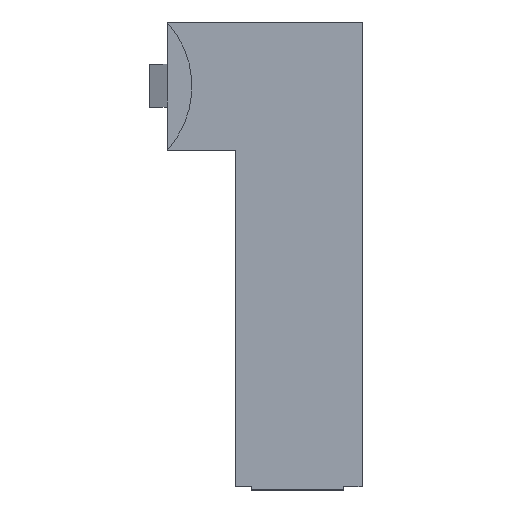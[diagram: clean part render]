
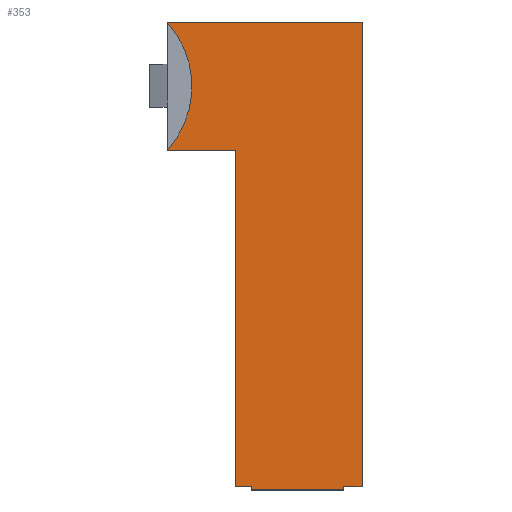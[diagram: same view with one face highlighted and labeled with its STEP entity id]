
A CAD part, top view. The second image highlights one B-rep face of the part: STEP entity #353.
In plain terms, the highlighted planar face has unit normal (0, 0, 1).
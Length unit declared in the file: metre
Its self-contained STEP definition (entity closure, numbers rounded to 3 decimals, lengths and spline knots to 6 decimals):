
#13=CIRCLE('',#387,0.011152);
#23=ORIENTED_EDGE('',*,*,#123,.F.);
#24=ORIENTED_EDGE('',*,*,#124,.F.);
#25=ORIENTED_EDGE('',*,*,#125,.F.);
#26=ORIENTED_EDGE('',*,*,#126,.T.);
#27=ORIENTED_EDGE('',*,*,#127,.T.);
#28=ORIENTED_EDGE('',*,*,#128,.F.);
#29=ORIENTED_EDGE('',*,*,#129,.F.);
#30=ORIENTED_EDGE('',*,*,#130,.T.);
#31=ORIENTED_EDGE('',*,*,#131,.T.);
#32=ORIENTED_EDGE('',*,*,#132,.F.);
#123=EDGE_CURVE('',#173,#174,#13,.T.);
#124=EDGE_CURVE('',#175,#173,#205,.T.);
#125=EDGE_CURVE('',#176,#175,#206,.T.);
#126=EDGE_CURVE('',#176,#177,#207,.T.);
#127=EDGE_CURVE('',#177,#178,#208,.T.);
#128=EDGE_CURVE('',#179,#178,#209,.T.);
#129=EDGE_CURVE('',#180,#179,#210,.T.);
#130=EDGE_CURVE('',#180,#181,#211,.T.);
#131=EDGE_CURVE('',#181,#182,#212,.T.);
#132=EDGE_CURVE('',#174,#182,#213,.T.);
#173=VERTEX_POINT('',#521);
#174=VERTEX_POINT('',#522);
#175=VERTEX_POINT('',#524);
#176=VERTEX_POINT('',#526);
#177=VERTEX_POINT('',#528);
#178=VERTEX_POINT('',#530);
#179=VERTEX_POINT('',#532);
#180=VERTEX_POINT('',#534);
#181=VERTEX_POINT('',#536);
#182=VERTEX_POINT('',#538);
#205=LINE('',#523,#253);
#206=LINE('',#525,#254);
#207=LINE('',#527,#255);
#208=LINE('',#529,#256);
#209=LINE('',#531,#257);
#210=LINE('',#533,#258);
#211=LINE('',#535,#259);
#212=LINE('',#537,#260);
#213=LINE('',#539,#261);
#253=VECTOR('',#423,1.);
#254=VECTOR('',#424,1.);
#255=VECTOR('',#425,1.);
#256=VECTOR('',#426,1.);
#257=VECTOR('',#427,1.);
#258=VECTOR('',#428,1.);
#259=VECTOR('',#429,1.);
#260=VECTOR('',#430,1.);
#261=VECTOR('',#431,1.);
#294=EDGE_LOOP('',(#23,#24,#25,#26,#27,#28,#29,#30,#31,#32));
#314=FACE_BOUND('',#294,.T.);
#334=PLANE('',#386);
#353=ADVANCED_FACE('',(#314),#334,.F.);
#386=AXIS2_PLACEMENT_3D('',#519,#419,#420);
#387=AXIS2_PLACEMENT_3D('',#520,#421,#422);
#419=DIRECTION('',(0.,0.,-1.));
#420=DIRECTION('',(1.,0.,0.));
#421=DIRECTION('',(0.,0.,1.));
#422=DIRECTION('',(1.,0.,0.));
#423=DIRECTION('',(-1.,0.,0.));
#424=DIRECTION('',(0.,1.,0.));
#425=DIRECTION('',(1.,0.,0.));
#426=DIRECTION('',(0.,-1.,0.));
#427=DIRECTION('',(-1.,0.,0.));
#428=DIRECTION('',(0.,-1.,0.));
#429=DIRECTION('',(1.,0.,0.));
#430=DIRECTION('',(0.,1.,0.));
#431=DIRECTION('',(1.,0.,0.));
#519=CARTESIAN_POINT('',(0.,0.,0.0011));
#520=CARTESIAN_POINT('',(-0.034569,0.004588,0.0011));
#521=CARTESIAN_POINT('',(-0.026316,-0.002912,0.0011));
#522=CARTESIAN_POINT('',(-0.026316,0.012088,0.0011));
#523=CARTESIAN_POINT('',(-0.022341,-0.002912,0.0011));
#524=CARTESIAN_POINT('',(-0.018366,-0.002912,0.0011));
#525=CARTESIAN_POINT('',(-0.018366,-0.019025,0.0011));
#526=CARTESIAN_POINT('',(-0.018366,-0.042124,0.0011));
#527=CARTESIAN_POINT('',(-0.01698,-0.042124,0.0011));
#528=CARTESIAN_POINT('',(-0.01648,-0.042124,0.0011));
#529=CARTESIAN_POINT('',(-0.01648,-0.042303,0.0011));
#530=CARTESIAN_POINT('',(-0.01648,-0.042483,0.0011));
#531=CARTESIAN_POINT('',(-0.007142,-0.042483,0.0011));
#532=CARTESIAN_POINT('',(-0.005733,-0.042483,0.0011));
#533=CARTESIAN_POINT('',(-0.005733,-0.042303,0.0011));
#534=CARTESIAN_POINT('',(-0.005733,-0.042124,0.0011));
#535=CARTESIAN_POINT('',(-0.005233,-0.042124,0.0011));
#536=CARTESIAN_POINT('',(-0.003566,-0.042124,0.0011));
#537=CARTESIAN_POINT('',(-0.003566,-0.012371,0.0011));
#538=CARTESIAN_POINT('',(-0.003566,0.012088,0.0011));
#539=CARTESIAN_POINT('',(-0.021898,0.012088,0.0011));
